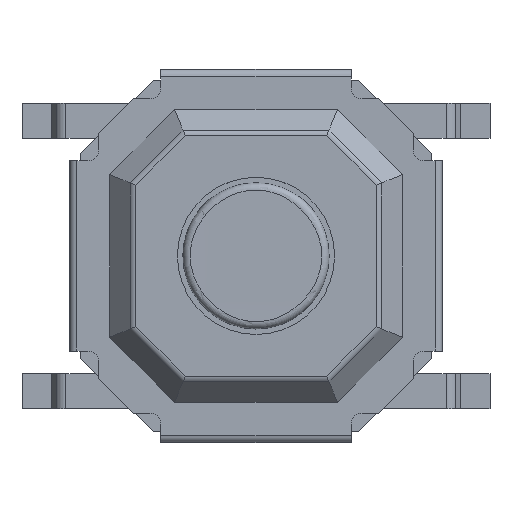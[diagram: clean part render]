
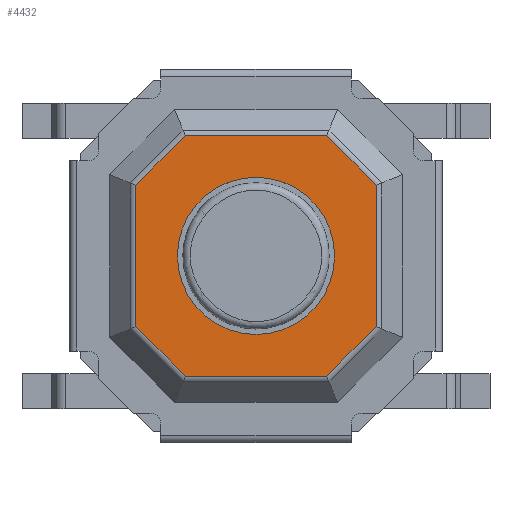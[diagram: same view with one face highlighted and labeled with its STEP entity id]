
A CAD part, top view. The second image highlights one B-rep face of the part: STEP entity #4432.
In plain terms, the highlighted planar face has unit normal (0, 0, 1).
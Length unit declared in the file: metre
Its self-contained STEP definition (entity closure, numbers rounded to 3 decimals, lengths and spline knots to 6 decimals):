
#35=FACE_BOUND('',#710,.T.);
#71=CIRCLE('',#4545,0.001075);
#455=FACE_OUTER_BOUND('',#709,.T.);
#709=EDGE_LOOP('',(#3917,#3918,#3919,#3920,#3921,#3922,#3923,#3924));
#710=EDGE_LOOP('',(#3925));
#795=LINE('',#6220,#1285);
#813=LINE('',#6274,#1303);
#815=LINE('',#6280,#1305);
#817=LINE('',#6289,#1307);
#818=LINE('',#6295,#1308);
#821=LINE('',#6301,#1311);
#823=LINE('',#6304,#1313);
#1243=LINE('',#7409,#1733);
#1285=VECTOR('',#4945,1.);
#1303=VECTOR('',#4999,1.);
#1305=VECTOR('',#5005,1.);
#1307=VECTOR('',#5013,1.);
#1308=VECTOR('',#5018,1.);
#1311=VECTOR('',#5025,1.);
#1313=VECTOR('',#5029,1.);
#1733=VECTOR('',#6039,1.);
#1783=VERTEX_POINT('',#6214);
#1785=VERTEX_POINT('',#6218);
#1802=VERTEX_POINT('',#6270);
#1805=VERTEX_POINT('',#6277);
#1807=VERTEX_POINT('',#6283);
#1809=VERTEX_POINT('',#6287);
#1811=VERTEX_POINT('',#6292);
#1812=VERTEX_POINT('',#6294);
#1839=VERTEX_POINT('',#6362);
#2207=EDGE_CURVE('',#1785,#1783,#795,.T.);
#2234=EDGE_CURVE('',#1802,#1783,#813,.T.);
#2237=EDGE_CURVE('',#1802,#1805,#815,.T.);
#2241=EDGE_CURVE('',#1809,#1807,#817,.T.);
#2243=EDGE_CURVE('',#1811,#1812,#818,.T.);
#2247=EDGE_CURVE('',#1785,#1812,#821,.T.);
#2249=EDGE_CURVE('',#1809,#1805,#823,.T.);
#2276=EDGE_CURVE('',#1839,#1839,#71,.T.);
#2780=EDGE_CURVE('',#1811,#1807,#1243,.T.);
#3917=ORIENTED_EDGE('',*,*,#2237,.F.);
#3918=ORIENTED_EDGE('',*,*,#2234,.T.);
#3919=ORIENTED_EDGE('',*,*,#2207,.F.);
#3920=ORIENTED_EDGE('',*,*,#2247,.T.);
#3921=ORIENTED_EDGE('',*,*,#2243,.F.);
#3922=ORIENTED_EDGE('',*,*,#2780,.T.);
#3923=ORIENTED_EDGE('',*,*,#2241,.F.);
#3924=ORIENTED_EDGE('',*,*,#2249,.T.);
#3925=ORIENTED_EDGE('',*,*,#2276,.F.);
#4204=PLANE('',#4824);
#4432=ADVANCED_FACE('',(#455,#35),#4204,.T.);
#4545=AXIS2_PLACEMENT_3D('',#6364,#5078,#5079);
#4824=AXIS2_PLACEMENT_3D('',#7408,#6037,#6038);
#4945=DIRECTION('',(-0.707,0.707,0.));
#4999=DIRECTION('',(0.,-1.,0.));
#5005=DIRECTION('',(0.707,0.707,0.));
#5013=DIRECTION('',(0.707,-0.707,0.));
#5018=DIRECTION('',(-0.707,-0.707,0.));
#5025=DIRECTION('',(1.,0.,0.));
#5029=DIRECTION('',(-1.,0.,0.));
#5078=DIRECTION('center_axis',(0.,0.,1.));
#5079=DIRECTION('ref_axis',(-1.,0.,0.));
#6037=DIRECTION('center_axis',(0.,0.,1.));
#6038=DIRECTION('ref_axis',(1.,0.,0.));
#6039=DIRECTION('',(0.,1.,0.));
#6214=CARTESIAN_POINT('',(-0.001645,-0.000967,0.0012));
#6218=CARTESIAN_POINT('',(-0.000967,-0.001645,0.0012));
#6220=CARTESIAN_POINT('',(-0.000967,-0.001645,0.0012));
#6270=CARTESIAN_POINT('',(-0.001645,0.000967,0.0012));
#6274=CARTESIAN_POINT('',(-0.001645,0.000967,0.0012));
#6277=CARTESIAN_POINT('',(-0.000967,0.001645,0.0012));
#6280=CARTESIAN_POINT('',(-0.001645,0.000967,0.0012));
#6283=CARTESIAN_POINT('',(0.001645,0.000967,0.0012));
#6287=CARTESIAN_POINT('',(0.000967,0.001645,0.0012));
#6289=CARTESIAN_POINT('',(0.000967,0.001645,0.0012));
#6292=CARTESIAN_POINT('',(0.001645,-0.000967,0.0012));
#6294=CARTESIAN_POINT('',(0.000967,-0.001645,0.0012));
#6295=CARTESIAN_POINT('',(0.001645,-0.000967,0.0012));
#6301=CARTESIAN_POINT('',(-0.000967,-0.001645,0.0012));
#6304=CARTESIAN_POINT('',(0.000967,0.001645,0.0012));
#6362=CARTESIAN_POINT('',(0.001075,0.,0.0012));
#6364=CARTESIAN_POINT('Origin',(0.,0.,0.0012));
#7408=CARTESIAN_POINT('Origin',(0.001711,0.001711,0.0012));
#7409=CARTESIAN_POINT('',(0.001645,-0.000967,0.0012));
